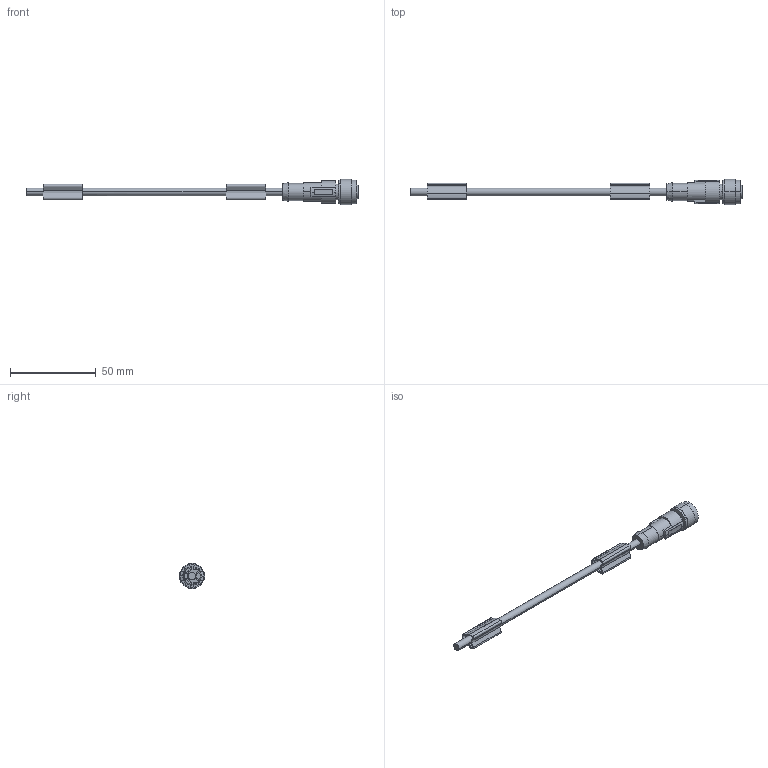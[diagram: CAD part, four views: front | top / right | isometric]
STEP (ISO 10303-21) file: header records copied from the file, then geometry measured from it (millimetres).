
FILE_DESCRIPTION(('SolidDesigner STEP Export'),'2;1');
FILE_NAME('1683510.stp','2010-01-26T14:48:12',(''),(''),'CoCreate Modeling STEP processor for AP214 (Solid Model)','CoCreate Modeling 16.00A 16-Aug-2008 (C) Parametric Technology GmbH','');
FILE_SCHEMA(('AUTOMOTIVE_DESIGN { 1 0 10303 214 1 1 1 1 }'));
Length unit declared in the file: millimetre
Products named in the file (2): 1683510
Assembly tree (1 placements, depth 2):
  1683510
    1683510
Bounding box: 194 x 14.7 x 14.7 mm (x, y, z)
Volume: 7829.4 mm3; surface area: 7968.7 mm2
Topology: 1 solids, 1 shells, 247 faces, 684 edges, 452 vertices
Faces by surface type: cylinder 118, plane 79, cone 32, extrusion 18
Entity records: 9993 total; most frequent: CARTESIAN_POINT 2987, ORIENTED_EDGE 1368, DIRECTION 1034, EDGE_CURVE 684, VERTEX_POINT 452, AXIS2_PLACEMENT_3D 350, VECTOR 334, LINE 316
